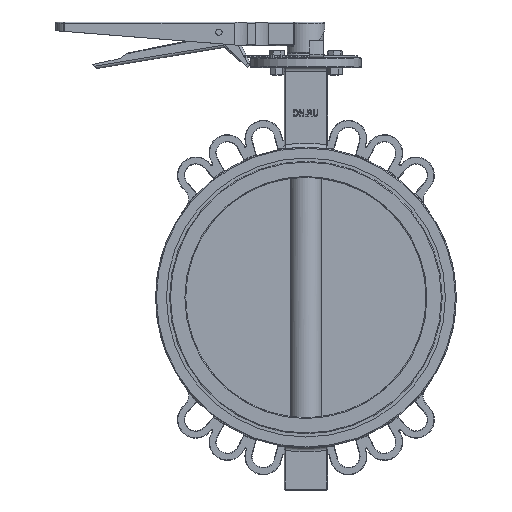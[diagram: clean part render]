
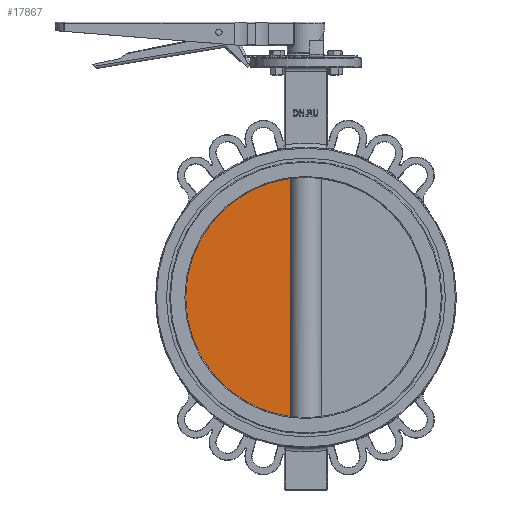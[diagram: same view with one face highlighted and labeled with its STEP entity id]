
A CAD part, top view. The second image highlights one B-rep face of the part: STEP entity #17867.
In plain terms, the highlighted planar face has unit normal (0, 0, 1).
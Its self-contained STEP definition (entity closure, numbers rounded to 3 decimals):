
#394=PLANE('',#19918);
#1733=LINE('',#33789,#2780);
#2780=VECTOR('',#24154,10.);
#4313=FACE_OUTER_BOUND('',#5401,.T.);
#5401=EDGE_LOOP('',(#14282,#14283,#14284));
#6635=CIRCLE('',#19866,150.);
#6637=CIRCLE('',#19868,150.);
#7897=VERTEX_POINT('',#33636);
#7898=VERTEX_POINT('',#33638);
#7901=VERTEX_POINT('',#33673);
#10117=EDGE_CURVE('',#7897,#7898,#6635,.T.);
#10121=EDGE_CURVE('',#7901,#7897,#6637,.T.);
#10156=EDGE_CURVE('',#7901,#7898,#1733,.T.);
#14282=ORIENTED_EDGE('',*,*,#10156,.T.);
#14283=ORIENTED_EDGE('',*,*,#10117,.F.);
#14284=ORIENTED_EDGE('',*,*,#10121,.F.);
#17867=ADVANCED_FACE('',(#4313),#394,.T.);
#19866=AXIS2_PLACEMENT_3D('',#33639,#24047,#24048);
#19868=AXIS2_PLACEMENT_3D('',#33704,#24051,#24052);
#19918=AXIS2_PLACEMENT_3D('',#33796,#24165,#24166);
#24047=DIRECTION('center_axis',(0.,0.,-1.));
#24048=DIRECTION('ref_axis',(1.,0.,0.));
#24051=DIRECTION('center_axis',(0.,0.,-1.));
#24052=DIRECTION('ref_axis',(1.,0.,0.));
#24154=DIRECTION('',(0.,1.,0.));
#24165=DIRECTION('center_axis',(0.,0.,1.));
#24166=DIRECTION('ref_axis',(1.,0.,0.));
#33636=CARTESIAN_POINT('',(-150.,0.,5.));
#33638=CARTESIAN_POINT('',(-19.365,148.745,5.));
#33639=CARTESIAN_POINT('Origin',(0.,0.,5.));
#33673=CARTESIAN_POINT('',(-19.365,-148.745,5.));
#33704=CARTESIAN_POINT('Origin',(0.,0.,5.));
#33789=CARTESIAN_POINT('',(-19.365,299.,5.));
#33796=CARTESIAN_POINT('Origin',(0.,0.,5.));
